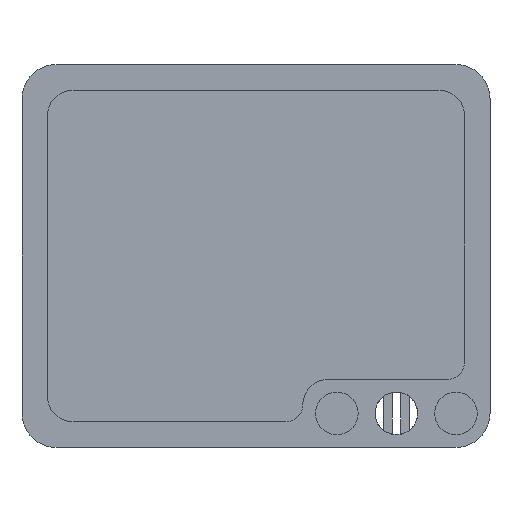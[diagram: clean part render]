
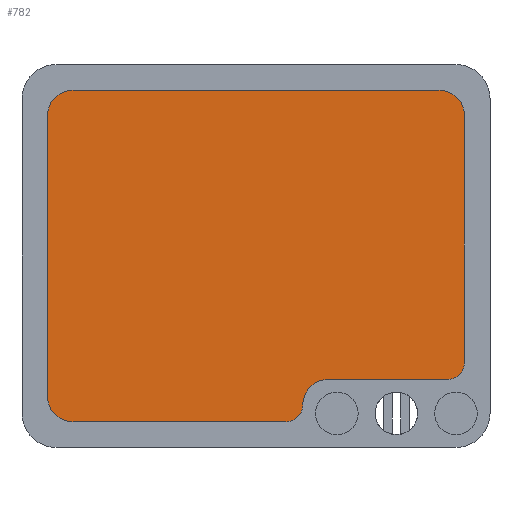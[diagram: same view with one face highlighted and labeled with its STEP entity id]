
A CAD part, front view. The second image highlights one B-rep face of the part: STEP entity #782.
In plain terms, the highlighted planar face has unit normal (0, -1, 0).
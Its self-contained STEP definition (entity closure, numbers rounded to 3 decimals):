
#39=PLANE('',#866);
#71=FACE_OUTER_BOUND('',#121,.T.);
#121=EDGE_LOOP('',(#594,#595,#596,#597,#598,#599,#600,#601,#602,#603,#604));
#184=LINE('',#1271,#251);
#188=LINE('',#1280,#255);
#189=LINE('',#1282,#256);
#190=LINE('',#1286,#257);
#191=LINE('',#1290,#258);
#251=VECTOR('',#1010,10.);
#255=VECTOR('',#1020,10.);
#256=VECTOR('',#1021,10.);
#257=VECTOR('',#1024,10.);
#258=VECTOR('',#1027,10.);
#299=CIRCLE('',#847,3.);
#312=CIRCLE('',#862,2.);
#313=CIRCLE('',#865,2.);
#314=CIRCLE('',#867,3.);
#315=CIRCLE('',#868,3.);
#316=CIRCLE('',#869,3.);
#354=VERTEX_POINT('',#1219);
#355=VERTEX_POINT('',#1221);
#375=VERTEX_POINT('',#1266);
#376=VERTEX_POINT('',#1270);
#377=VERTEX_POINT('',#1274);
#378=VERTEX_POINT('',#1275);
#379=VERTEX_POINT('',#1281);
#380=VERTEX_POINT('',#1283);
#381=VERTEX_POINT('',#1285);
#382=VERTEX_POINT('',#1287);
#383=VERTEX_POINT('',#1289);
#436=EDGE_CURVE('',#354,#355,#299,.F.);
#459=EDGE_CURVE('',#375,#355,#312,.T.);
#461=EDGE_CURVE('',#375,#376,#184,.T.);
#463=EDGE_CURVE('',#377,#378,#313,.T.);
#466=EDGE_CURVE('',#377,#354,#188,.T.);
#467=EDGE_CURVE('',#379,#378,#189,.T.);
#468=EDGE_CURVE('',#379,#380,#314,.T.);
#469=EDGE_CURVE('',#381,#380,#190,.T.);
#470=EDGE_CURVE('',#381,#382,#315,.T.);
#471=EDGE_CURVE('',#383,#382,#191,.T.);
#472=EDGE_CURVE('',#383,#376,#316,.T.);
#594=ORIENTED_EDGE('',*,*,#459,.T.);
#595=ORIENTED_EDGE('',*,*,#436,.F.);
#596=ORIENTED_EDGE('',*,*,#466,.F.);
#597=ORIENTED_EDGE('',*,*,#463,.T.);
#598=ORIENTED_EDGE('',*,*,#467,.F.);
#599=ORIENTED_EDGE('',*,*,#468,.T.);
#600=ORIENTED_EDGE('',*,*,#469,.F.);
#601=ORIENTED_EDGE('',*,*,#470,.T.);
#602=ORIENTED_EDGE('',*,*,#471,.F.);
#603=ORIENTED_EDGE('',*,*,#472,.T.);
#604=ORIENTED_EDGE('',*,*,#461,.F.);
#782=ADVANCED_FACE('',(#71),#39,.F.);
#847=AXIS2_PLACEMENT_3D('',#1222,#965,#966);
#862=AXIS2_PLACEMENT_3D('',#1267,#1005,#1006);
#865=AXIS2_PLACEMENT_3D('',#1276,#1014,#1015);
#866=AXIS2_PLACEMENT_3D('',#1279,#1018,#1019);
#867=AXIS2_PLACEMENT_3D('',#1284,#1022,#1023);
#868=AXIS2_PLACEMENT_3D('',#1288,#1025,#1026);
#869=AXIS2_PLACEMENT_3D('',#1291,#1028,#1029);
#965=DIRECTION('center_axis',(0.,1.,0.));
#966=DIRECTION('ref_axis',(-0.707,0.,0.707));
#1005=DIRECTION('center_axis',(0.,-1.,0.));
#1006=DIRECTION('ref_axis',(0.707,0.,-0.707));
#1010=DIRECTION('',(-1.,0.,0.));
#1014=DIRECTION('center_axis',(0.,-1.,0.));
#1015=DIRECTION('ref_axis',(0.707,0.,-0.707));
#1018=DIRECTION('center_axis',(0.,1.,0.));
#1019=DIRECTION('ref_axis',(0.,0.,1.));
#1020=DIRECTION('',(-1.,0.,0.));
#1021=DIRECTION('',(0.,0.,-1.));
#1022=DIRECTION('center_axis',(0.,-1.,0.));
#1023=DIRECTION('ref_axis',(0.707,0.,0.707));
#1024=DIRECTION('',(1.,0.,0.));
#1025=DIRECTION('center_axis',(0.,-1.,0.));
#1026=DIRECTION('ref_axis',(-0.707,0.,0.707));
#1027=DIRECTION('',(0.,0.,1.));
#1028=DIRECTION('center_axis',(0.,-1.,0.));
#1029=DIRECTION('ref_axis',(-0.707,0.,-0.707));
#1219=CARTESIAN_POINT('',(38.,2.4,-39.));
#1221=CARTESIAN_POINT('',(35.,2.4,-42.));
#1222=CARTESIAN_POINT('Origin',(38.,2.4,-42.));
#1266=CARTESIAN_POINT('',(33.,2.4,-44.));
#1267=CARTESIAN_POINT('Origin',(33.,2.4,-42.));
#1270=CARTESIAN_POINT('',(8.,2.4,-44.));
#1271=CARTESIAN_POINT('',(5.,2.4,-44.));
#1274=CARTESIAN_POINT('',(52.,2.4,-39.));
#1275=CARTESIAN_POINT('',(54.,2.4,-37.));
#1276=CARTESIAN_POINT('Origin',(52.,2.4,-37.));
#1279=CARTESIAN_POINT('Origin',(29.5,2.4,-24.5));
#1280=CARTESIAN_POINT('',(35.,2.4,-39.));
#1281=CARTESIAN_POINT('',(54.,2.4,-8.));
#1282=CARTESIAN_POINT('',(54.,2.4,-39.));
#1283=CARTESIAN_POINT('',(51.,2.4,-5.));
#1284=CARTESIAN_POINT('Origin',(51.,2.4,-8.));
#1285=CARTESIAN_POINT('',(8.,2.4,-5.));
#1286=CARTESIAN_POINT('',(5.,2.4,-5.));
#1287=CARTESIAN_POINT('',(5.,2.4,-8.));
#1288=CARTESIAN_POINT('Origin',(8.,2.4,-8.));
#1289=CARTESIAN_POINT('',(5.,2.4,-41.));
#1290=CARTESIAN_POINT('',(5.,2.4,-44.));
#1291=CARTESIAN_POINT('Origin',(8.,2.4,-41.));
